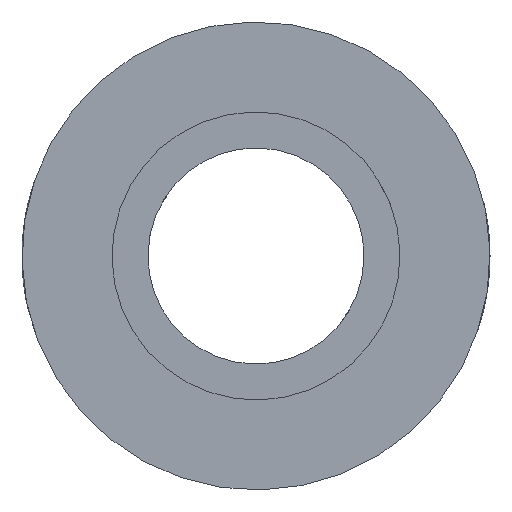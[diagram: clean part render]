
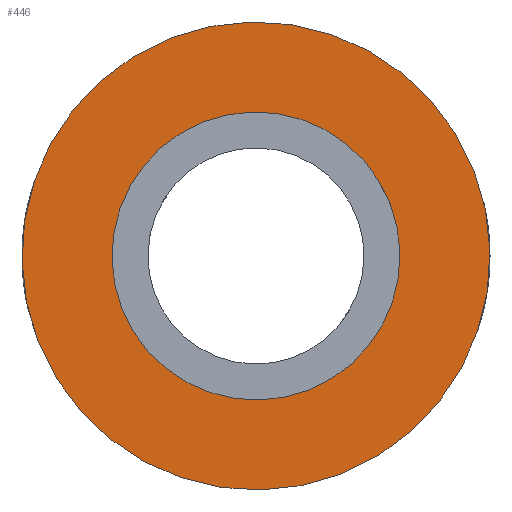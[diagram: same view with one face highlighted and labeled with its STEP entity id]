
A CAD part, front view. The second image highlights one B-rep face of the part: STEP entity #446.
In plain terms, the highlighted planar face has unit normal (0, -1, 0).
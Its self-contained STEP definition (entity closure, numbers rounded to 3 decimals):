
#319=CARTESIAN_POINT('Vertex',(3.116,-12.5,5.704)) ;
#322=CARTESIAN_POINT('Axis2P3D Location',(0.,-12.5,0.)) ;
#326=CARTESIAN_POINT('Vertex',(-3.116,-12.5,-5.704)) ;
#414=CARTESIAN_POINT('Axis2P3D Location',(0.,-12.5,6.5)) ;
#419=CARTESIAN_POINT('Axis2P3D Location',(0.,-12.5,0.)) ;
#428=CARTESIAN_POINT('Axis2P3D Location',(0.,-12.5,0.)) ;
#432=CARTESIAN_POINT('Vertex',(-3.51,-12.5,1.918)) ;
#434=CARTESIAN_POINT('Vertex',(3.51,-12.5,-1.918)) ;
#437=CARTESIAN_POINT('Axis2P3D Location',(0.,-12.5,0.)) ;
#323=DIRECTION('Axis2P3D Direction',(0.,1.,0.)) ;
#415=DIRECTION('Axis2P3D Direction',(0.,1.,0.)) ;
#416=DIRECTION('Axis2P3D XDirection',(1.,-0.,0.)) ;
#420=DIRECTION('Axis2P3D Direction',(0.,1.,0.)) ;
#429=DIRECTION('Axis2P3D Direction',(0.,1.,0.)) ;
#438=DIRECTION('Axis2P3D Direction',(0.,1.,0.)) ;
#324=AXIS2_PLACEMENT_3D('Circle Axis2P3D',#322,#323,$) ;
#417=AXIS2_PLACEMENT_3D('Plane Axis2P3D',#414,#415,#416) ;
#421=AXIS2_PLACEMENT_3D('Circle Axis2P3D',#419,#420,$) ;
#430=AXIS2_PLACEMENT_3D('Circle Axis2P3D',#428,#429,$) ;
#439=AXIS2_PLACEMENT_3D('Circle Axis2P3D',#437,#438,$) ;
#425=ORIENTED_EDGE('',*,*,#328,.F.) ;
#426=ORIENTED_EDGE('',*,*,#423,.F.) ;
#443=ORIENTED_EDGE('',*,*,#436,.T.) ;
#444=ORIENTED_EDGE('',*,*,#441,.T.) ;
#445=FACE_BOUND('',#442,.T.) ;
#446=ADVANCED_FACE('Corps principal',(#427,#445),#418,.F.) ;
#325=CIRCLE('generated circle',#324,6.5) ;
#422=CIRCLE('generated circle',#421,6.5) ;
#431=CIRCLE('generated circle',#430,4.) ;
#440=CIRCLE('generated circle',#439,4.) ;
#328=EDGE_CURVE('',#320,#327,#325,.T.) ;
#423=EDGE_CURVE('',#327,#320,#422,.T.) ;
#436=EDGE_CURVE('',#433,#435,#431,.T.) ;
#441=EDGE_CURVE('',#435,#433,#440,.T.) ;
#424=EDGE_LOOP('',(#425,#426)) ;
#442=EDGE_LOOP('',(#443,#444)) ;
#427=FACE_OUTER_BOUND('',#424,.T.) ;
#418=PLANE('',#417) ;
#320=VERTEX_POINT('',#319) ;
#327=VERTEX_POINT('',#326) ;
#433=VERTEX_POINT('',#432) ;
#435=VERTEX_POINT('',#434) ;
